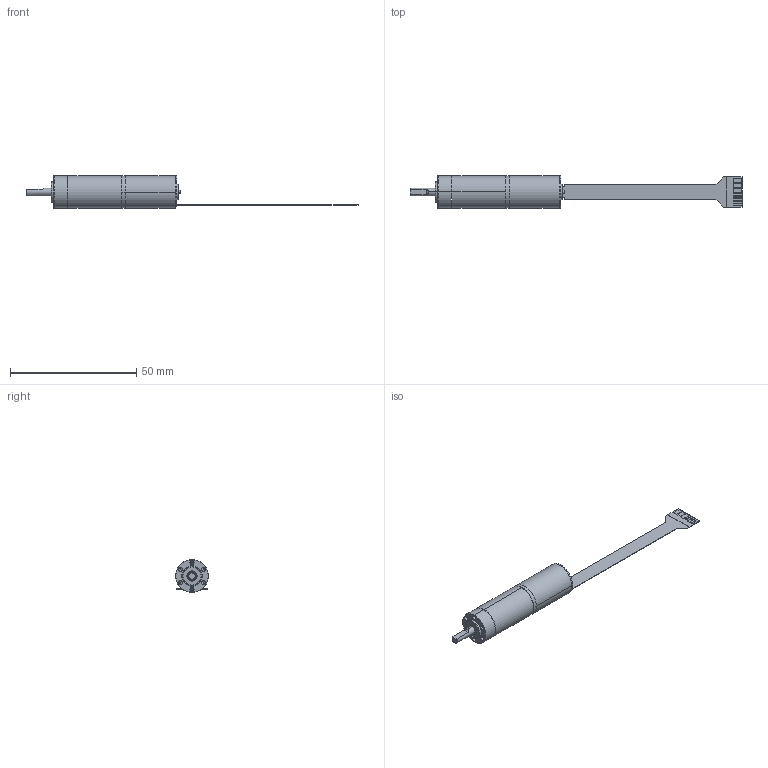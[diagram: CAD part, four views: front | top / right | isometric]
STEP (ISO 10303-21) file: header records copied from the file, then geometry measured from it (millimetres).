
FILE_DESCRIPTION((''),'2;1');
FILE_NAME('4611180002087_SW0001','2023-12-21T16:24:41',('ms27607'),(''),'CREO PARAMETRIC BY PTC INC, 2018100','CREO PARAMETRIC BY PTC INC, 2018100','');
FILE_SCHEMA(('CONFIG_CONTROL_DESIGN'));
Length unit declared in the file: millimetre
Products named in the file (1): 4611180002087_SW0001
Bounding box: 131.5 x 13 x 13 mm (x, y, z)
Surface area: 4486.1 mm2 (no closed solid volume)
Topology: 0 solids, 25 shells, 145 faces, 436 edges, 307 vertices
Faces by surface type: cylinder 49, plane 48, cone 34, torus 10, bspline 4
Entity records: 5445 total; most frequent: CARTESIAN_POINT 1577, DIRECTION 841, ORIENTED_EDGE 658, EDGE_CURVE 416, VERTEX_POINT 306, AXIS2_PLACEMENT_3D 300, VECTOR 241, LINE 241
